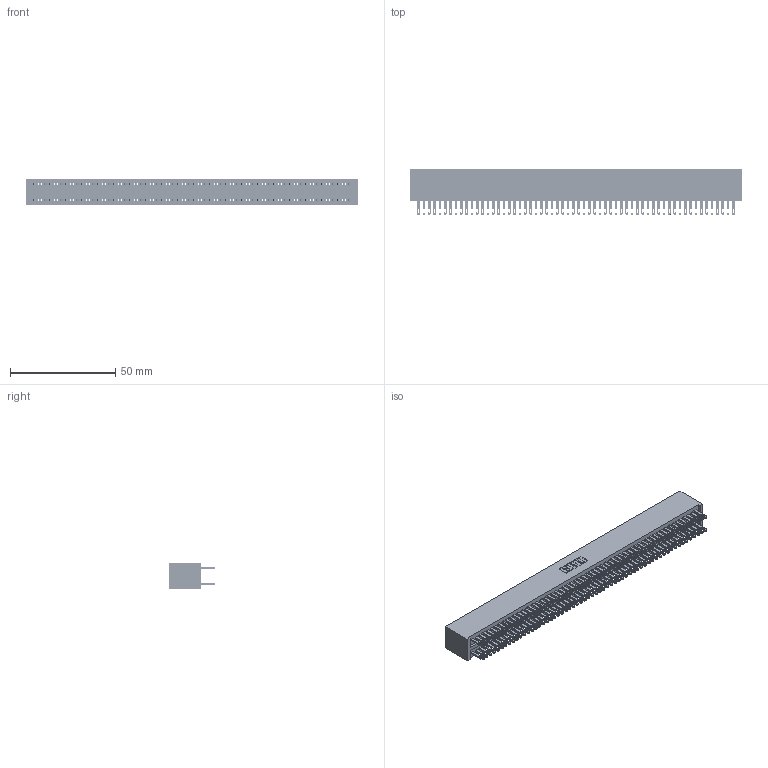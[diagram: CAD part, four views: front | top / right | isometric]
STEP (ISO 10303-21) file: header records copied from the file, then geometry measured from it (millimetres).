
FILE_DESCRIPTION (( 'STEP AP203' ), '1' );
FILE_NAME ('325-120-500-201.STEP', '2020-02-25T08:37:32', ( '' ), ( '' ), 'SwSTEP 2.0', 'SolidWorks 2016', '' );
FILE_SCHEMA (( 'CONFIG_CONTROL_DESIGN' ));
Length unit declared in the file: inch
Products named in the file (3): 325 Part_Lugless; 325-292-001_325-293-100; 325-120-500-201
Assembly tree (121 placements, depth 2):
  325-120-500-201
    325 Part_Lugless
    325-292-001_325-293-100  x120
Bounding box: 158.04 x 21.84 x 12.45 mm (x, y, z)
Volume: 21536.5 mm3; surface area: 28409.7 mm2
Topology: 121 solids, 121 shells, 5866 faces, 17927 edges, 11950 vertices
Faces by surface type: plane 3666, cylinder 2200
Entity records: 35925 total; most frequent: CARTESIAN_POINT 5930, ORIENTED_EDGE 5866, DIRECTION 5029, EDGE_CURVE 2933, VECTOR 2809, LINE 2809, VERTEX_POINT 1954, AXIS2_PLACEMENT_3D 1110
